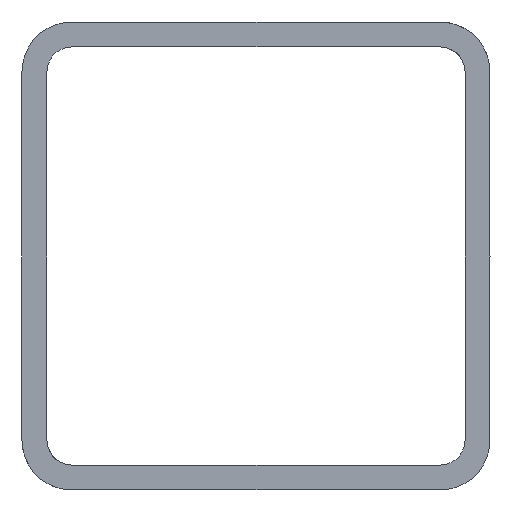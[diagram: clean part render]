
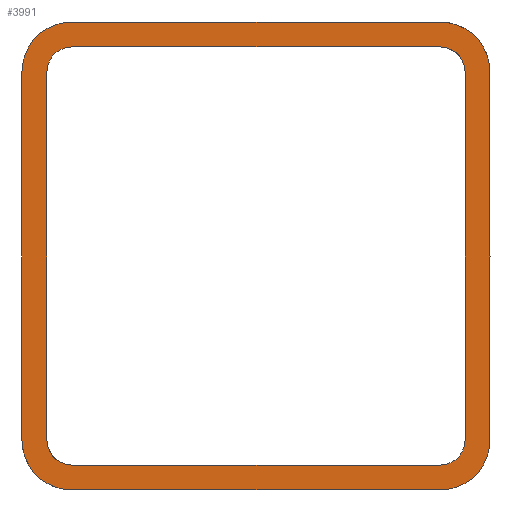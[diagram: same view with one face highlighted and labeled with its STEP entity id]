
A CAD part, left-side view. The second image highlights one B-rep face of the part: STEP entity #3991.
In plain terms, the highlighted planar face has unit normal (-1, 0, 0).
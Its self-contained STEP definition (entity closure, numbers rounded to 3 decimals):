
#5 = DIRECTION ( 'NONE',  ( -1., 0., 0. ) ) ;
#24 = ORIENTED_EDGE ( 'NONE', *, *, #2924, .T. ) ;
#31 = EDGE_CURVE ( 'NONE', #2486, #2715, #3789, .T. ) ;
#68 = AXIS2_PLACEMENT_3D ( 'NONE', #901, #166, #2856 ) ;
#93 = LINE ( 'NONE', #4216, #4436 ) ;
#166 = DIRECTION ( 'NONE',  ( 1., 0., 0. ) ) ;
#223 = EDGE_CURVE ( 'NONE', #4626, #367, #3094, .T. ) ;
#264 = CARTESIAN_POINT ( 'NONE',  ( 0., -23.6, -30. ) ) ;
#287 = CARTESIAN_POINT ( 'NONE',  ( 0., -23.6, -26.8 ) ) ;
#334 = DIRECTION ( 'NONE',  ( 1., 0., 0. ) ) ;
#355 = ORIENTED_EDGE ( 'NONE', *, *, #3835, .T. ) ;
#358 = PLANE ( 'NONE',  #4517 ) ;
#367 = VERTEX_POINT ( 'NONE', #4452 ) ;
#374 = ORIENTED_EDGE ( 'NONE', *, *, #1396, .T. ) ;
#442 = ORIENTED_EDGE ( 'NONE', *, *, #2746, .F. ) ;
#468 = CIRCLE ( 'NONE', #3258, 6.4 ) ;
#490 = CARTESIAN_POINT ( 'NONE',  ( 0., -23.6, 26.8 ) ) ;
#515 = DIRECTION ( 'NONE',  ( 0., 0., -1. ) ) ;
#539 = CARTESIAN_POINT ( 'NONE',  ( 0., 23.6, 23.6 ) ) ;
#656 = LINE ( 'NONE', #2507, #2615 ) ;
#669 = VERTEX_POINT ( 'NONE', #3222 ) ;
#708 = CARTESIAN_POINT ( 'NONE',  ( 0., 23.6, 23.6 ) ) ;
#730 = DIRECTION ( 'NONE',  ( 0., 0., -1. ) ) ;
#777 = CIRCLE ( 'NONE', #2467, 3.2 ) ;
#782 = ORIENTED_EDGE ( 'NONE', *, *, #3868, .F. ) ;
#831 = VERTEX_POINT ( 'NONE', #490 ) ;
#847 = AXIS2_PLACEMENT_3D ( 'NONE', #943, #3642, #2097 ) ;
#901 = CARTESIAN_POINT ( 'NONE',  ( 0., -23.6, 23.6 ) ) ;
#940 = ORIENTED_EDGE ( 'NONE', *, *, #3838, .T. ) ;
#943 = CARTESIAN_POINT ( 'NONE',  ( 0., 23.6, -23.6 ) ) ;
#951 = EDGE_CURVE ( 'NONE', #1965, #3976, #1708, .T. ) ;
#958 = CARTESIAN_POINT ( 'NONE',  ( 0., -23.6, -23.6 ) ) ;
#1027 = CARTESIAN_POINT ( 'NONE',  ( 0., -26.8, 1170. ) ) ;
#1111 = ORIENTED_EDGE ( 'NONE', *, *, #3574, .T. ) ;
#1122 = CARTESIAN_POINT ( 'NONE',  ( 0., 26.8, 23.6 ) ) ;
#1205 = DIRECTION ( 'NONE',  ( 0., 0., 1. ) ) ;
#1232 = DIRECTION ( 'NONE',  ( 0., 0., -1. ) ) ;
#1242 = DIRECTION ( 'NONE',  ( 0., 0., -1. ) ) ;
#1344 = DIRECTION ( 'NONE',  ( 1., 0., 0. ) ) ;
#1358 = FACE_OUTER_BOUND ( 'NONE', #2761, .T. ) ;
#1396 = EDGE_CURVE ( 'NONE', #3976, #669, #3663, .T. ) ;
#1417 = VERTEX_POINT ( 'NONE', #3483 ) ;
#1488 = VERTEX_POINT ( 'NONE', #1531 ) ;
#1494 = VERTEX_POINT ( 'NONE', #3400 ) ;
#1506 = AXIS2_PLACEMENT_3D ( 'NONE', #1616, #4243, #1242 ) ;
#1531 = CARTESIAN_POINT ( 'NONE',  ( 0., 23.6, 26.8 ) ) ;
#1552 = LINE ( 'NONE', #4582, #1953 ) ;
#1579 = AXIS2_PLACEMENT_3D ( 'NONE', #4134, #5, #4555 ) ;
#1616 = CARTESIAN_POINT ( 'NONE',  ( 0., -23.6, -23.6 ) ) ;
#1680 = DIRECTION ( 'NONE',  ( 1., 0., 0. ) ) ;
#1693 = VECTOR ( 'NONE', #4799, 1000. ) ;
#1708 = LINE ( 'NONE', #4779, #3532 ) ;
#1731 = CIRCLE ( 'NONE', #4502, 6.4 ) ;
#1791 = ORIENTED_EDGE ( 'NONE', *, *, #2501, .T. ) ;
#1822 = CIRCLE ( 'NONE', #3337, 3.2 ) ;
#1925 = EDGE_CURVE ( 'NONE', #669, #4626, #3105, .T. ) ;
#1953 = VECTOR ( 'NONE', #4210, 1000. ) ;
#1965 = VERTEX_POINT ( 'NONE', #3602 ) ;
#2005 = ORIENTED_EDGE ( 'NONE', *, *, #1925, .T. ) ;
#2034 = CARTESIAN_POINT ( 'NONE',  ( 0., 23.6, -26.8 ) ) ;
#2097 = DIRECTION ( 'NONE',  ( 0., 0., -1. ) ) ;
#2117 = CARTESIAN_POINT ( 'NONE',  ( 0., 23.6, 30. ) ) ;
#2142 = ORIENTED_EDGE ( 'NONE', *, *, #2702, .T. ) ;
#2173 = EDGE_CURVE ( 'NONE', #367, #3545, #1552, .T. ) ;
#2305 = VECTOR ( 'NONE', #1205, 1000. ) ;
#2459 = ORIENTED_EDGE ( 'NONE', *, *, #3999, .T. ) ;
#2467 = AXIS2_PLACEMENT_3D ( 'NONE', #708, #334, #730 ) ;
#2486 = VERTEX_POINT ( 'NONE', #4747 ) ;
#2489 = DIRECTION ( 'NONE',  ( 1., 0., 0. ) ) ;
#2501 = EDGE_CURVE ( 'NONE', #1417, #3992, #2534, .T. ) ;
#2506 = VERTEX_POINT ( 'NONE', #287 ) ;
#2507 = CARTESIAN_POINT ( 'NONE',  ( 0., 1340., 26.8 ) ) ;
#2534 = LINE ( 'NONE', #2582, #1693 ) ;
#2555 = DIRECTION ( 'NONE',  ( 0., 0., -1. ) ) ;
#2582 = CARTESIAN_POINT ( 'NONE',  ( 0., 30., 23.6 ) ) ;
#2615 = VECTOR ( 'NONE', #4358, 1000. ) ;
#2620 = CIRCLE ( 'NONE', #68, 3.2 ) ;
#2648 = CARTESIAN_POINT ( 'NONE',  ( 0., 1340., 1170. ) ) ;
#2702 = EDGE_CURVE ( 'NONE', #3876, #1494, #2760, .T. ) ;
#2715 = VERTEX_POINT ( 'NONE', #3613 ) ;
#2746 = EDGE_CURVE ( 'NONE', #1965, #3992, #1731, .T. ) ;
#2760 = CIRCLE ( 'NONE', #847, 3.2 ) ;
#2761 = EDGE_LOOP ( 'NONE', ( #1791, #442, #4229, #374, #2005, #4011, #2963, #782 ) ) ;
#2777 = EDGE_LOOP ( 'NONE', ( #940, #1111, #2142, #24, #2459, #4768, #355, #3671 ) ) ;
#2836 = LINE ( 'NONE', #3605, #3956 ) ;
#2856 = DIRECTION ( 'NONE',  ( 0., 0., -1. ) ) ;
#2872 = CARTESIAN_POINT ( 'NONE',  ( 0., -30., 23.6 ) ) ;
#2883 = FACE_BOUND ( 'NONE', #2777, .T. ) ;
#2924 = EDGE_CURVE ( 'NONE', #1494, #4467, #93, .T. ) ;
#2963 = ORIENTED_EDGE ( 'NONE', *, *, #2173, .T. ) ;
#3094 = CIRCLE ( 'NONE', #1579, 6.4 ) ;
#3105 = LINE ( 'NONE', #4616, #2305 ) ;
#3164 = CARTESIAN_POINT ( 'NONE',  ( 0., 23.6, -23.6 ) ) ;
#3222 = CARTESIAN_POINT ( 'NONE',  ( 0., -30., -23.6 ) ) ;
#3258 = AXIS2_PLACEMENT_3D ( 'NONE', #539, #1680, #515 ) ;
#3337 = AXIS2_PLACEMENT_3D ( 'NONE', #958, #2489, #1232 ) ;
#3343 = EDGE_CURVE ( 'NONE', #1488, #831, #656, .T. ) ;
#3352 = DIRECTION ( 'NONE',  ( 0., -1., 0. ) ) ;
#3400 = CARTESIAN_POINT ( 'NONE',  ( 0., 26.8, -23.6 ) ) ;
#3410 = VECTOR ( 'NONE', #2555, 1000. ) ;
#3483 = CARTESIAN_POINT ( 'NONE',  ( 0., 30., 23.6 ) ) ;
#3531 = DIRECTION ( 'NONE',  ( 0., 1., 0. ) ) ;
#3532 = VECTOR ( 'NONE', #4415, 1000. ) ;
#3545 = VERTEX_POINT ( 'NONE', #2117 ) ;
#3574 = EDGE_CURVE ( 'NONE', #2506, #3876, #2836, .T. ) ;
#3602 = CARTESIAN_POINT ( 'NONE',  ( 0., 23.6, -30. ) ) ;
#3605 = CARTESIAN_POINT ( 'NONE',  ( 0., 1340., -26.8 ) ) ;
#3613 = CARTESIAN_POINT ( 'NONE',  ( 0., -26.8, -23.6 ) ) ;
#3642 = DIRECTION ( 'NONE',  ( 1., 0., 0. ) ) ;
#3663 = CIRCLE ( 'NONE', #1506, 6.4 ) ;
#3671 = ORIENTED_EDGE ( 'NONE', *, *, #31, .T. ) ;
#3789 = LINE ( 'NONE', #1027, #3410 ) ;
#3835 = EDGE_CURVE ( 'NONE', #831, #2486, #2620, .T. ) ;
#3838 = EDGE_CURVE ( 'NONE', #2715, #2506, #1822, .T. ) ;
#3868 = EDGE_CURVE ( 'NONE', #1417, #3545, #468, .T. ) ;
#3876 = VERTEX_POINT ( 'NONE', #2034 ) ;
#3956 = VECTOR ( 'NONE', #3531, 1000. ) ;
#3976 = VERTEX_POINT ( 'NONE', #264 ) ;
#3991 = ADVANCED_FACE ( 'NONE', ( #1358, #2883 ), #358, .T. ) ;
#3992 = VERTEX_POINT ( 'NONE', #4875 ) ;
#3999 = EDGE_CURVE ( 'NONE', #4467, #1488, #777, .T. ) ;
#4011 = ORIENTED_EDGE ( 'NONE', *, *, #223, .T. ) ;
#4134 = CARTESIAN_POINT ( 'NONE',  ( 0., -23.6, 23.6 ) ) ;
#4210 = DIRECTION ( 'NONE',  ( 0., 1., 0. ) ) ;
#4216 = CARTESIAN_POINT ( 'NONE',  ( 0., 26.8, 1170. ) ) ;
#4229 = ORIENTED_EDGE ( 'NONE', *, *, #951, .T. ) ;
#4243 = DIRECTION ( 'NONE',  ( -1., 0., 0. ) ) ;
#4358 = DIRECTION ( 'NONE',  ( 0., -1., 0. ) ) ;
#4378 = DIRECTION ( 'NONE',  ( 0., 0., -1. ) ) ;
#4415 = DIRECTION ( 'NONE',  ( 0., -1., 0. ) ) ;
#4436 = VECTOR ( 'NONE', #4617, 1000. ) ;
#4452 = CARTESIAN_POINT ( 'NONE',  ( 0., -23.6, 30. ) ) ;
#4467 = VERTEX_POINT ( 'NONE', #1122 ) ;
#4502 = AXIS2_PLACEMENT_3D ( 'NONE', #3164, #1344, #4378 ) ;
#4509 = DIRECTION ( 'NONE',  ( -1., 0., 0. ) ) ;
#4517 = AXIS2_PLACEMENT_3D ( 'NONE', #2648, #4509, #3352 ) ;
#4555 = DIRECTION ( 'NONE',  ( 0., 0., -1. ) ) ;
#4582 = CARTESIAN_POINT ( 'NONE',  ( 0., 1340., 30. ) ) ;
#4616 = CARTESIAN_POINT ( 'NONE',  ( 0., -30., 1170. ) ) ;
#4617 = DIRECTION ( 'NONE',  ( 0., 0., 1. ) ) ;
#4626 = VERTEX_POINT ( 'NONE', #2872 ) ;
#4747 = CARTESIAN_POINT ( 'NONE',  ( 0., -26.8, 23.6 ) ) ;
#4768 = ORIENTED_EDGE ( 'NONE', *, *, #3343, .T. ) ;
#4779 = CARTESIAN_POINT ( 'NONE',  ( 0., 1340., -30. ) ) ;
#4799 = DIRECTION ( 'NONE',  ( 0., 0., -1. ) ) ;
#4875 = CARTESIAN_POINT ( 'NONE',  ( 0., 30., -23.6 ) ) ;
